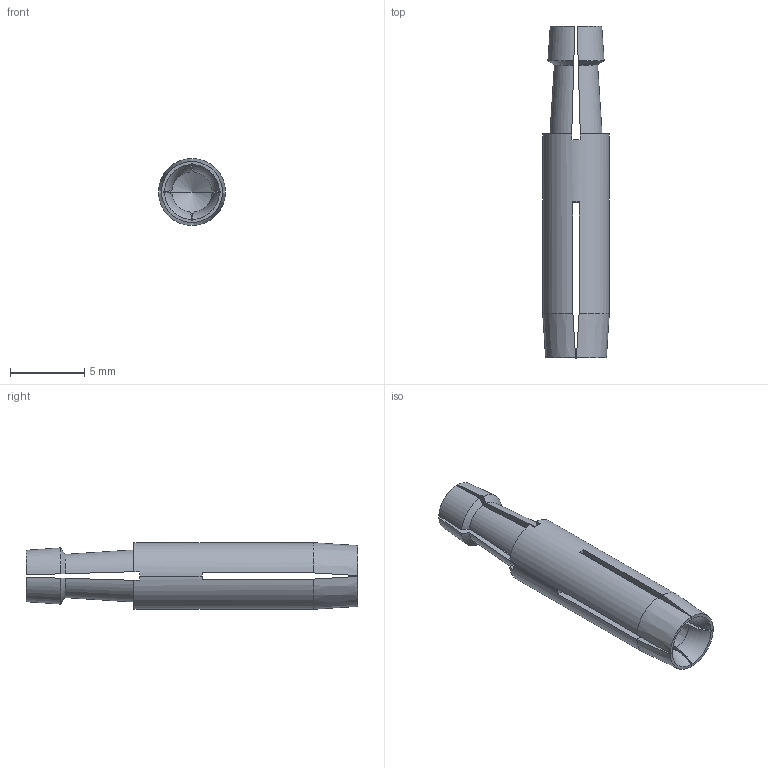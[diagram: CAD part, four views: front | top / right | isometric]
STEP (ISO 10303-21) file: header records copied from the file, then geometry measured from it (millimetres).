
FILE_DESCRIPTION((''),'2;1');
FILE_NAME('CESF','2017-09-22T',('tl.yang'),(''),'PRO/ENGINEER BY PARAMETRIC TECHNOLOGY CORPORATION, 2011500','PRO/ENGINEER BY PARAMETRIC TECHNOLOGY CORPORATION, 2011500','');
FILE_SCHEMA(('CONFIG_CONTROL_DESIGN'));
Length unit declared in the file: millimetre
Products named in the file (1): CESF
Bounding box: 4.5 x 22.35 x 4.5 mm (x, y, z)
Volume: 173.5 mm3; surface area: 519.5 mm2
Topology: 1 solids, 1 shells, 83 faces, 236 edges, 153 vertices
Faces by surface type: plane 41, cone 14, revolution 12, cylinder 8, torus 8
Entity records: 3068 total; most frequent: CARTESIAN_POINT 984, ORIENTED_EDGE 468, DIRECTION 376, EDGE_CURVE 234, VERTEX_POINT 153, AXIS2_PLACEMENT_3D 147, B_SPLINE_CURVE_WITH_KNOTS 100, EDGE_LOOP 83
